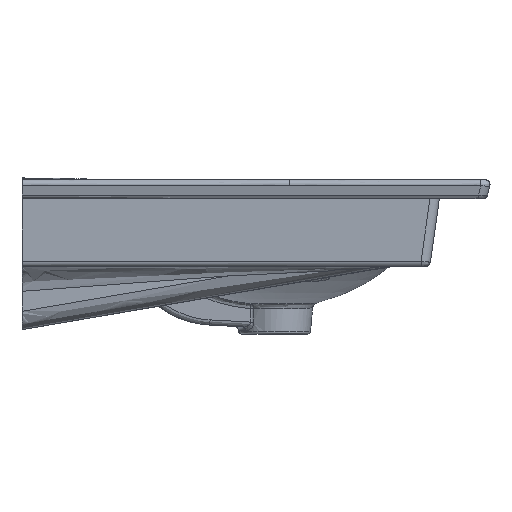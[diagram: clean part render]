
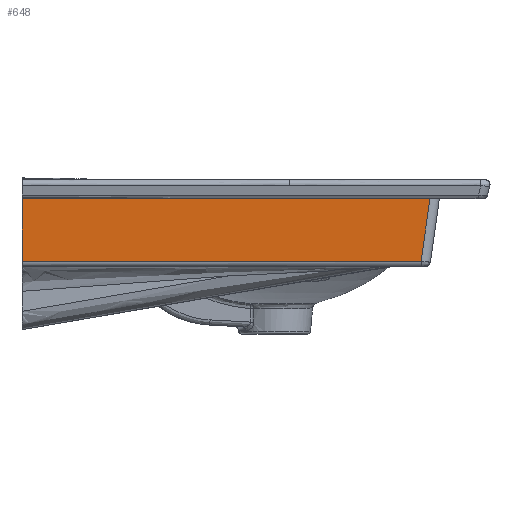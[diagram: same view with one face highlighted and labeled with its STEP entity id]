
A CAD part, left-side view. The second image highlights one B-rep face of the part: STEP entity #648.
In plain terms, the highlighted planar face has unit normal (-0.999, 0, -0.035).
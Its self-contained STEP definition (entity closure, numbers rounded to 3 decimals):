
#320=PLANE('',#4160);
#648=ADVANCED_FACE('',(#876),#320,.T.);
#876=FACE_OUTER_BOUND('',#1112,.T.);
#1112=EDGE_LOOP('',(#2432,#2433,#2434,#2435));
#1426=B_SPLINE_CURVE_WITH_KNOTS('',3,(#20206,#20207,#20208,#20209,#20210,
#20211,#20212,#20213,#20214,#20215),.UNSPECIFIED.,.F.,.F.,(4,2,2,2,4),(0.,
0.519,0.885,0.977,1.),.UNSPECIFIED.);
#1427=B_SPLINE_CURVE_WITH_KNOTS('',3,(#20217,#20218,#20219,#20220),
 .UNSPECIFIED.,.F.,.F.,(4,4),(0.,1.),.UNSPECIFIED.);
#2432=ORIENTED_EDGE('',*,*,#3667,.F.);
#2433=ORIENTED_EDGE('',*,*,#3668,.F.);
#2434=ORIENTED_EDGE('',*,*,#3665,.T.);
#2435=ORIENTED_EDGE('',*,*,#3460,.T.);
#2972=VERTEX_POINT('',#9751);
#2974=VERTEX_POINT('',#9783);
#3094=VERTEX_POINT('',#20198);
#3095=VERTEX_POINT('',#20216);
#3460=EDGE_CURVE('',#2972,#2974,#3826,.T.);
#3665=EDGE_CURVE('',#3094,#2972,#3845,.T.);
#3667=EDGE_CURVE('',#3095,#2974,#1426,.T.);
#3668=EDGE_CURVE('',#3094,#3095,#1427,.T.);
#3826=LINE('',#9784,#3917);
#3845=LINE('',#20197,#3937);
#3917=VECTOR('',#4525,1.);
#3937=VECTOR('',#4683,1.);
#4160=AXIS2_PLACEMENT_3D('',#20221,#4686,#4687);
#4525=DIRECTION('',(-0.035,-0.139,0.99));
#4683=DIRECTION('',(0.,-1.,0.));
#4686=DIRECTION('',(-0.999,0.,-0.035));
#4687=DIRECTION('',(0.035,0.,-0.999));
#9751=CARTESIAN_POINT('',(-447.669,-426.401,-87.209));
#9783=CARTESIAN_POINT('',(-450.092,-436.152,-17.826));
#9784=CARTESIAN_POINT('',(-446.869,-423.18,-110.126));
#20197=CARTESIAN_POINT('',(-447.669,-425.587,-87.209));
#20198=CARTESIAN_POINT('',(-447.669,0.,-87.209));
#20206=CARTESIAN_POINT('',(-450.092,0.,-17.826));
#20207=CARTESIAN_POINT('',(-450.092,-75.384,-17.826));
#20208=CARTESIAN_POINT('',(-450.092,-150.768,-17.826));
#20209=CARTESIAN_POINT('',(-450.092,-279.486,-17.826));
#20210=CARTESIAN_POINT('',(-450.092,-332.819,-17.826));
#20211=CARTESIAN_POINT('',(-450.092,-399.486,-17.826));
#20212=CARTESIAN_POINT('',(-450.092,-412.819,-17.826));
#20213=CARTESIAN_POINT('',(-450.092,-429.486,-17.826));
#20214=CARTESIAN_POINT('',(-450.092,-432.819,-17.826));
#20215=CARTESIAN_POINT('',(-450.092,-436.152,-17.826));
#20216=CARTESIAN_POINT('',(-450.092,0.,-17.826));
#20217=CARTESIAN_POINT('',(-447.669,0.,-87.209));
#20218=CARTESIAN_POINT('',(-448.477,0.,-64.081));
#20219=CARTESIAN_POINT('',(-449.284,0.,-40.953));
#20220=CARTESIAN_POINT('',(-450.092,0.,-17.826));
#20221=CARTESIAN_POINT('',(-448.992,10.,-49.321));
